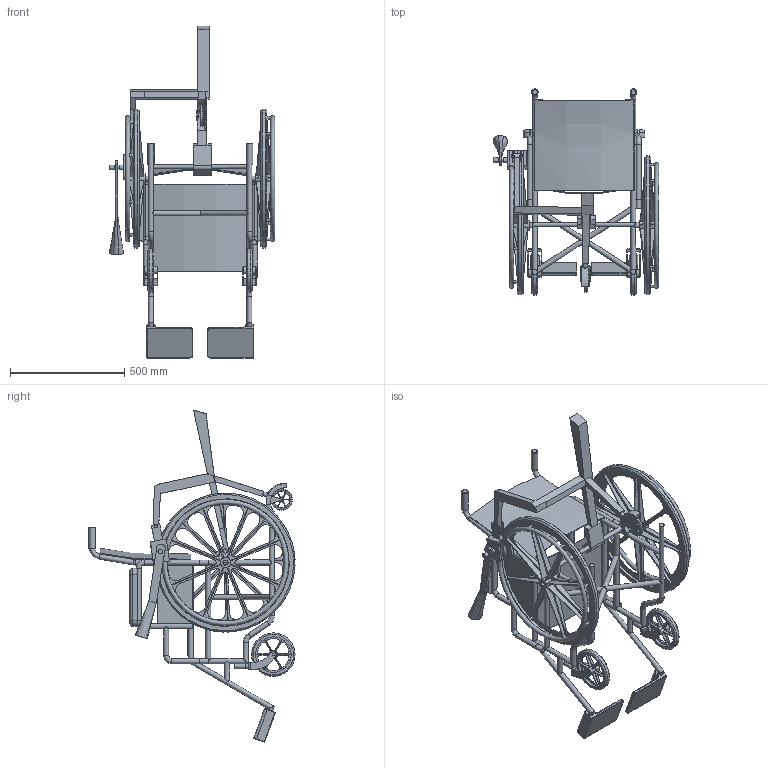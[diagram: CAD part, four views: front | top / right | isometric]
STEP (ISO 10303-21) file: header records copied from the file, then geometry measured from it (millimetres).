
FILE_DESCRIPTION(/* description */ (''),/* implementation_level */ '2;1');
FILE_NAME(/* name */ 'Assembly2.stp',/* time_stamp */ '2021-04-21T14:31:20+03:00',/* author */ ('ANTHONY'),/* organization */ (''),/* preprocessor_version */ 'ST-DEVELOPER v16.5',/* originating_system */ 'Autodesk Inventor 2017',/* authorisation */ '');
FILE_SCHEMA (('AUTOMOTIVE_DESIGN { 1 0 10303 214 3 1 1 }'));
Length unit declared in the file: millimetre
Products named in the file (8): Assembly2; wheelchair; sweep; grip; wheel2; grip_1; pin; handle
Assembly tree (7 placements, depth 2):
  Assembly2
    wheelchair
    sweep
    grip
    wheel2
    grip_1
    pin
    handle
Bounding box: 725.29 x 903.26 x 1454.64 mm (x, y, z)
Volume: 14476296.2 mm3; surface area: 3771589.5 mm2
Topology: 34 solids, 35 shells, 1049 faces, 2780 edges, 1808 vertices
Faces by surface type: plane 627, cylinder 354, torus 38, bspline 16, cone 10, sphere 4
Full cylindrical faces by diameter (mm): 3.969 x2, 4 x2, 7.937 x4, 7.938 x2, 8.246 x2, 8.3 x1, 11.113 x16, 12 x1, 14 x2, 15.875 x2, 17.889 x1, 18 x3, 19.05 x10, 20 x2, 22.225 x52, 28.575 x2, 31.75 x4, 44.45 x4, 77.787 x2, 95.25 x1, 155.575 x4, 190.5 x2, 558.8 x4, 609.6 x2
Entity records: 32258 total; most frequent: CARTESIAN_POINT 5890, DIRECTION 5666, ORIENTED_EDGE 5082, EDGE_CURVE 2540, AXIS2_PLACEMENT_3D 2106, VERTEX_POINT 1740, LINE 1454, VECTOR 1454
